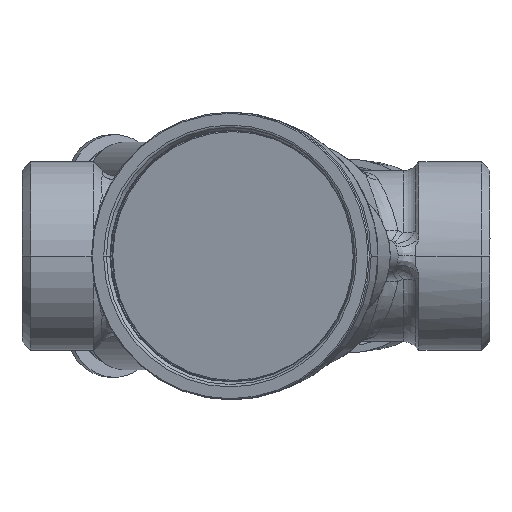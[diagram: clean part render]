
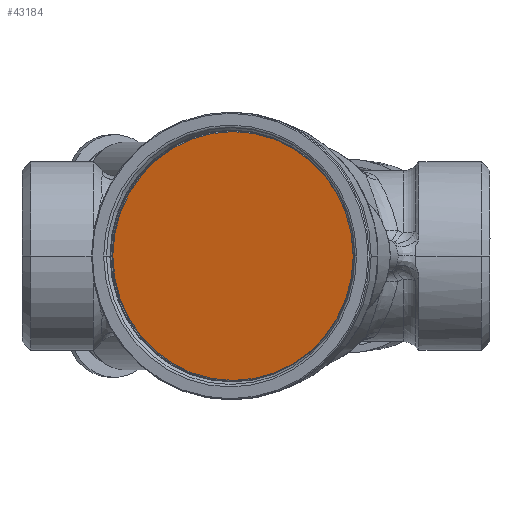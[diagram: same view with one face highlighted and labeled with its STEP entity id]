
A CAD part, front view. The second image highlights one B-rep face of the part: STEP entity #43184.
In plain terms, the highlighted face is planar.
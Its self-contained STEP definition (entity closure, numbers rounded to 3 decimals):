
#42083=CARTESIAN_POINT('',(0.,6.3,0.));
#42084=DIRECTION('',(0.,1.,0.));
#42085=DIRECTION('',(-1.,0.,0.));
#42086=AXIS2_PLACEMENT_3D('',#42083,#42084,#42085);
#42103=CARTESIAN_POINT('',(0.,6.3,0.));
#42104=DIRECTION('',(0.,1.,0.));
#42105=DIRECTION('',(1.,0.,0.));
#42106=AXIS2_PLACEMENT_3D('',#42103,#42104,#42105);
#42117=CARTESIAN_POINT('',(0.,6.3,0.));
#42118=DIRECTION('',(0.,-1.,0.));
#42119=DIRECTION('',(1.,0.,0.));
#42120=AXIS2_PLACEMENT_3D('',#42117,#42118,#42119);
#42122=CARTESIAN_POINT('',(0.,6.3,0.));
#42123=DIRECTION('',(0.,-1.,0.));
#42124=DIRECTION('',(-1.,0.,0.));
#42125=AXIS2_PLACEMENT_3D('',#42122,#42123,#42124);
#42321=CARTESIAN_POINT('',(-21.8,6.3,0.));
#42322=VERTEX_POINT('',#42321);
#42323=CARTESIAN_POINT('',(21.8,6.3,0.));
#42324=CARTESIAN_POINT('',(-21.8,6.3,0.1));
#42325=VERTEX_POINT('',#42323);
#42326=VERTEX_POINT('',#42324);
#42329=CARTESIAN_POINT('',(21.8,6.3,-0.1));
#42330=VERTEX_POINT('',#42329);
#43173=CARTESIAN_POINT('',(0.,6.3,0.));
#43174=DIRECTION('',(0.,-1.,0.));
#43175=DIRECTION('',(-1.,0.,0.));
#43176=AXIS2_PLACEMENT_3D('',#43173,#43174,#43175);
#43177=PLANE('',#43176);
#43178=ORIENTED_EDGE('',*,*,#43134,.T.);
#43179=ORIENTED_EDGE('',*,*,#43132,.F.);
#43180=ORIENTED_EDGE('',*,*,#43153,.T.);
#43181=ORIENTED_EDGE('',*,*,#43151,.F.);
#43182=EDGE_LOOP('',(#43178,#43179,#43180,#43181));
#43183=FACE_OUTER_BOUND('',#43182,.F.);
#43184=ADVANCED_FACE('',(#43183),#43177,.F.);
#42087=CIRCLE('',#42086,21.8);
#42107=CIRCLE('',#42106,21.8);
#42121=CIRCLE('',#42120,21.8);
#42126=CIRCLE('',#42125,21.8);
#43132=EDGE_CURVE('',#42322,#42326,#42087,.T.);
#43134=EDGE_CURVE('',#42325,#42326,#42121,.T.);
#43151=EDGE_CURVE('',#42325,#42330,#42107,.T.);
#43153=EDGE_CURVE('',#42322,#42330,#42126,.T.);
